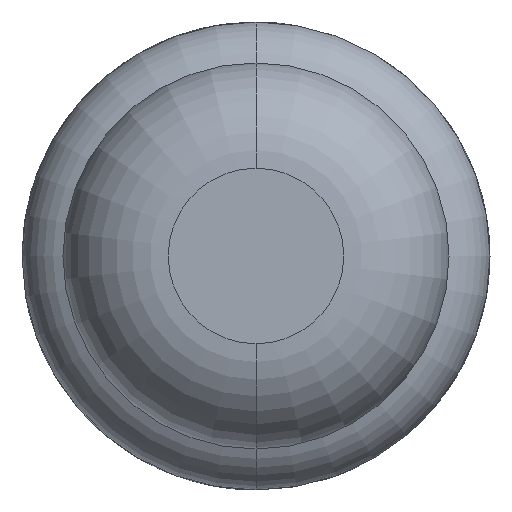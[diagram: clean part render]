
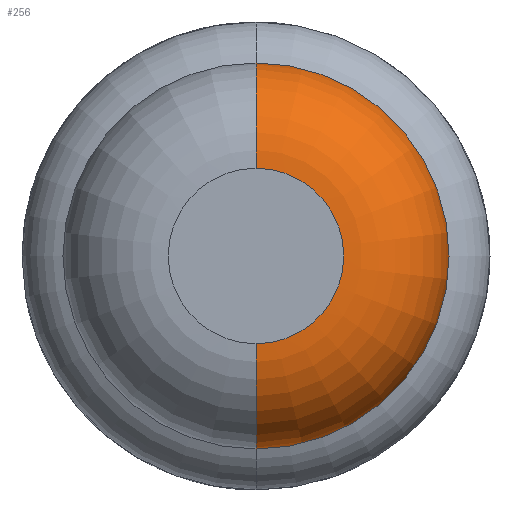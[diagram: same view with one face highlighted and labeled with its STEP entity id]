
A CAD part, front view. The second image highlights one B-rep face of the part: STEP entity #256.
In plain terms, the highlighted toroidal (fillet/blend) face has major radius 0.375 mm and minor radius 0.45 mm.
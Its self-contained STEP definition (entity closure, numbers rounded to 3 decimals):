
#16 = AXIS2_PLACEMENT_3D ( 'NONE', #3649, #3675, #1935 ) ;
#146 = CARTESIAN_POINT ( 'NONE',  ( 0., -26.95, 0. ) ) ;
#256 = ADVANCED_FACE ( 'Defeature ausgef�hrt1_5', ( #3185 ), #871, .T. ) ;
#523 = CARTESIAN_POINT ( 'NONE',  ( 0., -27.4, -0.375 ) ) ;
#577 = EDGE_LOOP ( 'NONE', ( #2022, #2702, #1114, #2834 ) ) ;
#627 = CIRCLE ( 'NONE', #1053, 0.45 ) ;
#721 = DIRECTION ( 'NONE',  ( 0., 0., 1. ) ) ;
#743 = DIRECTION ( 'NONE',  ( 0., 1., 0. ) ) ;
#849 = CIRCLE ( 'NONE', #16, 0.825 ) ;
#871 = TOROIDAL_SURFACE ( 'NONE', #2247, 0.375, 0.45 ) ;
#998 = DIRECTION ( 'NONE',  ( 0., 0., 1. ) ) ;
#1045 = CARTESIAN_POINT ( 'NONE',  ( 0., -26.95, 0.375 ) ) ;
#1053 = AXIS2_PLACEMENT_3D ( 'NONE', #2077, #1183, #2389 ) ;
#1114 = ORIENTED_EDGE ( 'NONE', *, *, #1990, .F. ) ;
#1124 = AXIS2_PLACEMENT_3D ( 'NONE', #2999, #1264, #721 ) ;
#1183 = DIRECTION ( 'NONE',  ( 1., 0., 0. ) ) ;
#1264 = DIRECTION ( 'NONE',  ( 0., 1., 0. ) ) ;
#1431 = EDGE_CURVE ( 'NONE', #2590, #2255, #627, .T. ) ;
#1589 = AXIS2_PLACEMENT_3D ( 'NONE', #1045, #3081, #3358 ) ;
#1602 = EDGE_CURVE ( 'Defeature ausgef�hrt1_5+Defeature ausgef�hrt1_4+Defeature ausgef�hrt1_4+Defeature ausgef�hrt1_4', #2368, #2590, #2754, .T. ) ;
#1811 = CARTESIAN_POINT ( 'NONE',  ( 0., -26.95, -0.825 ) ) ;
#1897 = CARTESIAN_POINT ( 'NONE',  ( 0., -27.4, 0.375 ) ) ;
#1899 = EDGE_CURVE ( 'NONE', #2368, #2969, #3677, .T. ) ;
#1935 = DIRECTION ( 'NONE',  ( 0., 0., 1. ) ) ;
#1990 = EDGE_CURVE ( 'Defeature ausgef�hrt1_6+Defeature ausgef�hrt1_5+Defeature ausgef�hrt1_5+Defeature ausgef�hrt1_5', #2969, #2255, #849, .T. ) ;
#2022 = ORIENTED_EDGE ( 'NONE', *, *, #1602, .T. ) ;
#2077 = CARTESIAN_POINT ( 'NONE',  ( 0., -26.95, -0.375 ) ) ;
#2247 = AXIS2_PLACEMENT_3D ( 'NONE', #146, #743, #998 ) ;
#2255 = VERTEX_POINT ( 'NONE', #1811 ) ;
#2360 = CARTESIAN_POINT ( 'NONE',  ( 0., -26.95, 0.825 ) ) ;
#2368 = VERTEX_POINT ( 'NONE', #1897 ) ;
#2389 = DIRECTION ( 'NONE',  ( 0., 0., -1. ) ) ;
#2590 = VERTEX_POINT ( 'NONE', #523 ) ;
#2702 = ORIENTED_EDGE ( 'NONE', *, *, #1431, .T. ) ;
#2754 = CIRCLE ( 'NONE', #1124, 0.375 ) ;
#2834 = ORIENTED_EDGE ( 'NONE', *, *, #1899, .F. ) ;
#2969 = VERTEX_POINT ( 'NONE', #2360 ) ;
#2999 = CARTESIAN_POINT ( 'NONE',  ( 0., -27.4, 0. ) ) ;
#3081 = DIRECTION ( 'NONE',  ( -1., 0., 0. ) ) ;
#3185 = FACE_OUTER_BOUND ( 'NONE', #577, .T. ) ;
#3358 = DIRECTION ( 'NONE',  ( 0., 0., 1. ) ) ;
#3649 = CARTESIAN_POINT ( 'NONE',  ( 0., -26.95, 0. ) ) ;
#3675 = DIRECTION ( 'NONE',  ( 0., 1., 0. ) ) ;
#3677 = CIRCLE ( 'NONE', #1589, 0.45 ) ;
